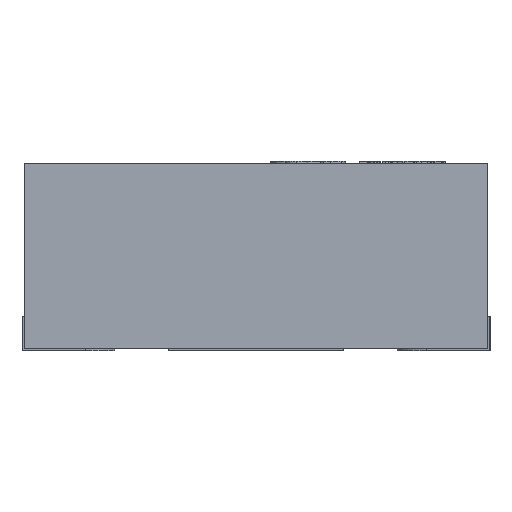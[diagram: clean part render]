
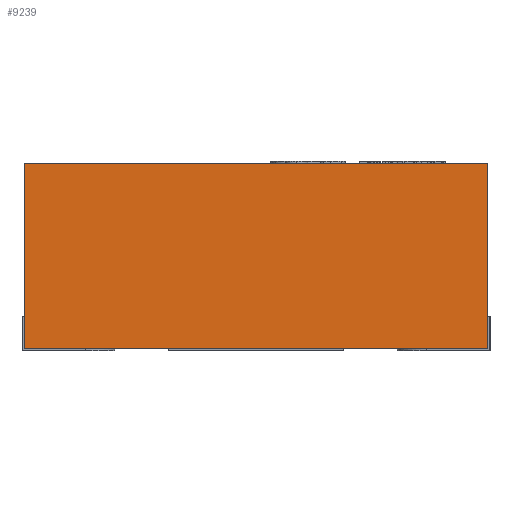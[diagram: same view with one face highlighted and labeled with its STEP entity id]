
A CAD part, front view. The second image highlights one B-rep face of the part: STEP entity #9239.
In plain terms, the highlighted planar face has unit normal (0, -1, 0).
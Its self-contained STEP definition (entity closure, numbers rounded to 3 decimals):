
#575 = CARTESIAN_POINT ( 'NONE',  ( -1., -1., 0.01 ) ) ;
#750 = EDGE_CURVE ( 'NONE', #6117, #11208, #10942, .T. ) ;
#909 = LINE ( 'NONE', #4869, #5498 ) ;
#1259 = VERTEX_POINT ( 'NONE', #6253 ) ;
#1457 = AXIS2_PLACEMENT_3D ( 'NONE', #5425, #7632, #6534 ) ;
#1898 = EDGE_CURVE ( 'NONE', #1259, #1929, #8912, .T. ) ;
#1929 = VERTEX_POINT ( 'NONE', #2993 ) ;
#2037 = DIRECTION ( 'NONE',  ( 1., 0., 0. ) ) ;
#2563 = ORIENTED_EDGE ( 'NONE', *, *, #10826, .T. ) ;
#2993 = CARTESIAN_POINT ( 'NONE',  ( 1., -1., 0.81 ) ) ;
#3636 = LINE ( 'NONE', #7465, #6963 ) ;
#3811 = VECTOR ( 'NONE', #5795, 1000. ) ;
#3812 = CARTESIAN_POINT ( 'NONE',  ( -1., -1., 0.01 ) ) ;
#4610 = ORIENTED_EDGE ( 'NONE', *, *, #750, .T. ) ;
#4869 = CARTESIAN_POINT ( 'NONE',  ( 1., -1., 0.81 ) ) ;
#5425 = CARTESIAN_POINT ( 'NONE',  ( -1., -1., 0.81 ) ) ;
#5498 = VECTOR ( 'NONE', #6752, 1000. ) ;
#5647 = ORIENTED_EDGE ( 'NONE', *, *, #12175, .F. ) ;
#5795 = DIRECTION ( 'NONE',  ( 1., 0., 0. ) ) ;
#6117 = VERTEX_POINT ( 'NONE', #575 ) ;
#6253 = CARTESIAN_POINT ( 'NONE',  ( -1., -1., 0.81 ) ) ;
#6285 = PLANE ( 'NONE',  #1457 ) ;
#6534 = DIRECTION ( 'NONE',  ( 0., 0., 1. ) ) ;
#6752 = DIRECTION ( 'NONE',  ( 0., 0., -1. ) ) ;
#6782 = EDGE_LOOP ( 'NONE', ( #4610, #5647, #8430, #2563 ) ) ;
#6963 = VECTOR ( 'NONE', #12495, 1000. ) ;
#7465 = CARTESIAN_POINT ( 'NONE',  ( -1., -1., 0.81 ) ) ;
#7632 = DIRECTION ( 'NONE',  ( 0., 1., 0. ) ) ;
#8213 = VECTOR ( 'NONE', #2037, 1000. ) ;
#8430 = ORIENTED_EDGE ( 'NONE', *, *, #1898, .F. ) ;
#8912 = LINE ( 'NONE', #11878, #3811 ) ;
#9239 = ADVANCED_FACE ( 'NONE', ( #11211 ), #6285, .F. ) ;
#10826 = EDGE_CURVE ( 'NONE', #1259, #6117, #3636, .T. ) ;
#10942 = LINE ( 'NONE', #3812, #8213 ) ;
#11208 = VERTEX_POINT ( 'NONE', #11279 ) ;
#11211 = FACE_OUTER_BOUND ( 'NONE', #6782, .T. ) ;
#11279 = CARTESIAN_POINT ( 'NONE',  ( 1., -1., 0.01 ) ) ;
#11878 = CARTESIAN_POINT ( 'NONE',  ( -1., -1., 0.81 ) ) ;
#12175 = EDGE_CURVE ( 'NONE', #1929, #11208, #909, .T. ) ;
#12495 = DIRECTION ( 'NONE',  ( 0., 0., -1. ) ) ;
